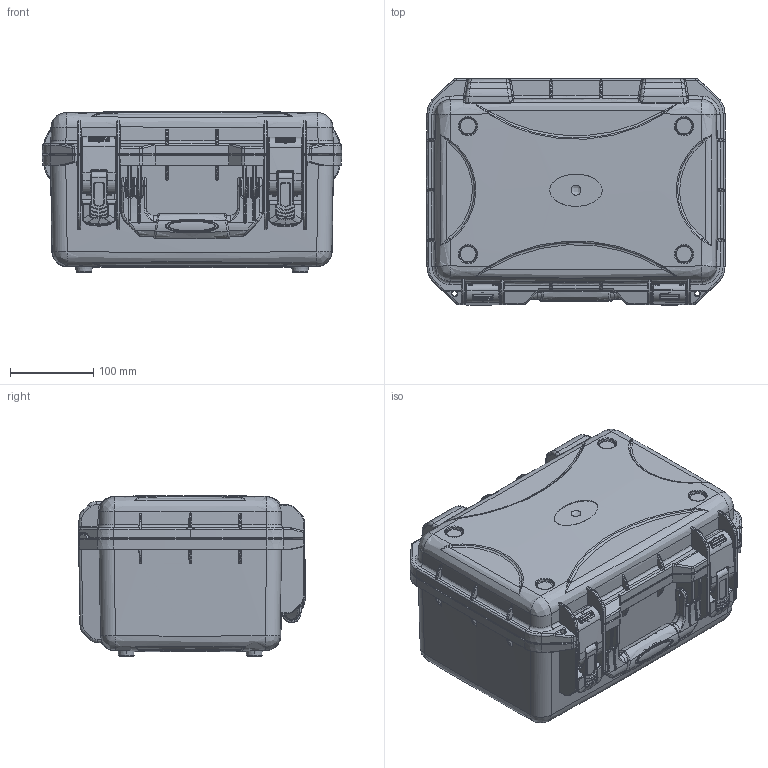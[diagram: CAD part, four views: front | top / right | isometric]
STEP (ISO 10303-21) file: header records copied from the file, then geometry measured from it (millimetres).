
FILE_DESCRIPTION (( 'STEP AP203' ), '1' );
FILE_NAME ('X1005-8-07.STEP', '2023-08-08T05:59:20', ( '' ), ( '' ), 'SwSTEP 2.0', 'SolidWorks 2016', '' );
FILE_SCHEMA (( 'CONFIG_CONTROL_DESIGN' ));
Length unit declared in the file: millimetre
Products named in the file (10): X1005-8-07; X1009-SK; X1009-4; X1009-7; X1009-6; X1005-2; X1009-8; X1005-1; X1009-5; X1009-3
Assembly tree (10 placements, depth 3):
  X1005-8-07
    X1005-1
    X1005-2
    X1009-3
    X1009-4
    X1009-SK  x2
      X1009-6
      X1009-5
      X1009-7
      X1009-8
Bounding box: 360 x 273.05 x 193.57 mm (x, y, z)
Volume: 1571639.4 mm3; surface area: 932750.3 mm2
Topology: 14 solids, 16 shells, 4488 faces, 11415 edges, 6835 vertices
Faces by surface type: bspline 1895, cylinder 1563, plane 852, cone 170, torus 8
Entity records: 236549 total; most frequent: CARTESIAN_POINT 167066, ORIENTED_EDGE 17764, DIRECTION 9077, EDGE_CURVE 8887, VERTEX_POINT 5428, B_SPLINE_CURVE_WITH_KNOTS 4803, EDGE_LOOP 3587, ADVANCED_FACE 3511
